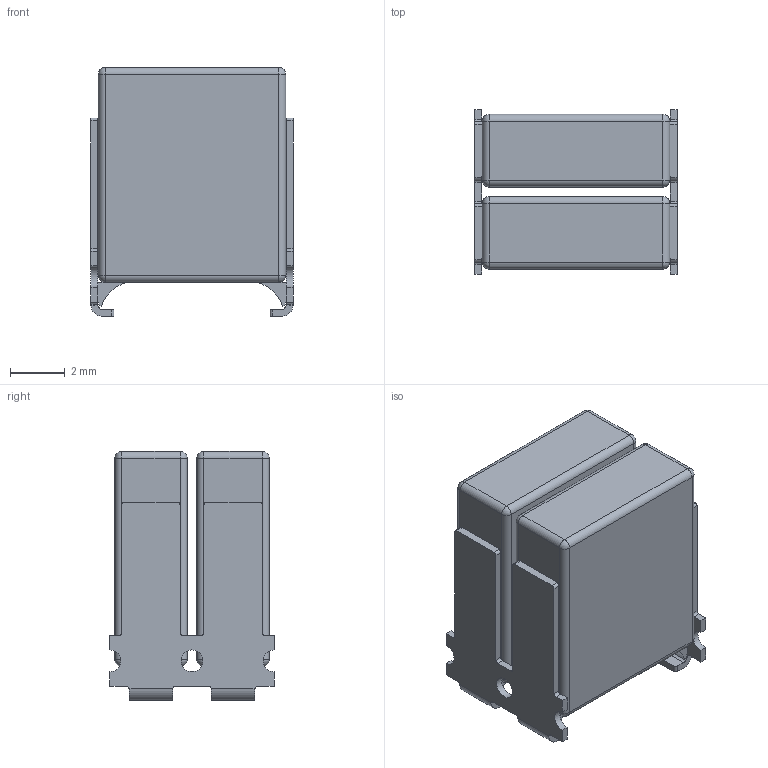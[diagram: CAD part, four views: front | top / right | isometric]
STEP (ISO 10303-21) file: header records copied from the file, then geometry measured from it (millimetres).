
FILE_DESCRIPTION(/* description */ ('Unknown'),/* implementation_level */ '2;1');
FILE_NAME(/* name */ 'CeraLink_FA2_6205-Z03-Ind.072',/* time_stamp */ '2020-08-17T15:48:16+02:00',/* author */ ('Unknown'),/* organization */ ('Unknown'),/* preprocessor_version */ 'ST-DEVELOPER v16.7',/* originating_system */ 'DEX',/* authorisation */ $);
FILE_SCHEMA (('AUTOMOTIVE_DESIGN {1 0 10303 214 3 1 1}'));
Length unit declared in the file: millimetre
Products named in the file (1): CeraLink_FA2_6205-Z03-Ind
Bounding box: 7.4 x 6 x 9.1 mm (x, y, z)
Volume: 303.7 mm3; surface area: 423.5 mm2
Topology: 1 solids, 1 shells, 202 faces, 556 edges, 334 vertices
Faces by surface type: cylinder 90, plane 88, sphere 16, bspline 8
Full cylindrical faces by diameter (mm): 0.8 x2
Entity records: 7763 total; most frequent: CARTESIAN_POINT 1219, DIRECTION 1086, ORIENTED_EDGE 1072, EDGE_CURVE 536, AXIS2_PLACEMENT_3D 375, LINE 336, VECTOR 336, VERTEX_POINT 332
